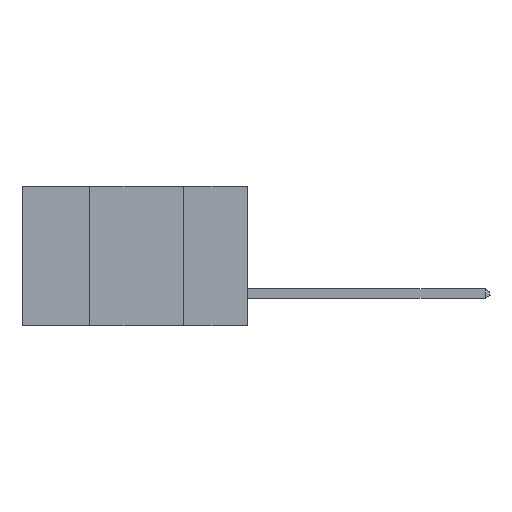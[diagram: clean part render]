
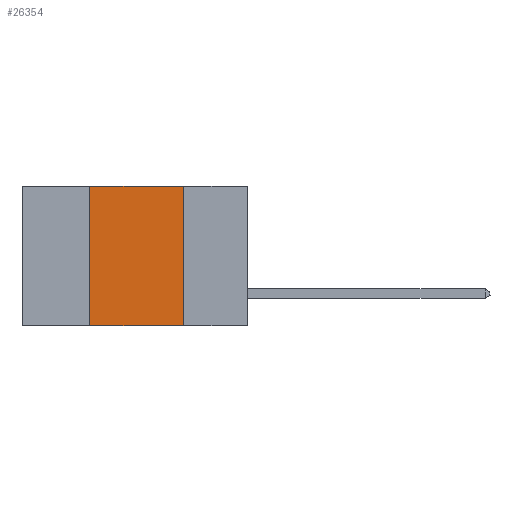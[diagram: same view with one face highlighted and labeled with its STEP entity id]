
A CAD part, left-side view. The second image highlights one B-rep face of the part: STEP entity #26354.
In plain terms, the highlighted planar face has unit normal (-1, 0, 0).
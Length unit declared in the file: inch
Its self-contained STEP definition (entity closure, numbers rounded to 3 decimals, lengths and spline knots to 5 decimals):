
#732 = EDGE_CURVE ( 'NONE', #29245, #5432, #26023, .T. ) ;
#762 = CARTESIAN_POINT ( 'NONE',  ( 0., 0.42, 0. ) ) ;
#2538 = DIRECTION ( 'NONE',  ( 1., 0., 0. ) ) ;
#3382 = EDGE_CURVE ( 'NONE', #20045, #29245, #27624, .T. ) ;
#3702 = CARTESIAN_POINT ( 'NONE',  ( 0., 0.17, 0. ) ) ;
#3707 = CARTESIAN_POINT ( 'NONE',  ( 0., 0.6, -0.37 ) ) ;
#4142 = ORIENTED_EDGE ( 'NONE', *, *, #21936, .T. ) ;
#5184 = VECTOR ( 'NONE', #15543, 39.37008 ) ;
#5432 = VERTEX_POINT ( 'NONE', #7955 ) ;
#6284 = ORIENTED_EDGE ( 'NONE', *, *, #3382, .F. ) ;
#7652 = DIRECTION ( 'NONE',  ( 0., 0., 1. ) ) ;
#7867 = CARTESIAN_POINT ( 'NONE',  ( 0., 0.6, 0. ) ) ;
#7955 = CARTESIAN_POINT ( 'NONE',  ( 0., 0.17, 0. ) ) ;
#8059 = EDGE_CURVE ( 'NONE', #5432, #26852, #14770, .T. ) ;
#8289 = DIRECTION ( 'NONE',  ( 0., -1., 0. ) ) ;
#10928 = VECTOR ( 'NONE', #8289, 39.37008 ) ;
#12849 = CARTESIAN_POINT ( 'NONE',  ( 0., 0.17, -0.37 ) ) ;
#14721 = LINE ( 'NONE', #3707, #10928 ) ;
#14770 = LINE ( 'NONE', #3702, #16645 ) ;
#15543 = DIRECTION ( 'NONE',  ( 0., -1., 0. ) ) ;
#16645 = VECTOR ( 'NONE', #25923, 39.37008 ) ;
#17083 = CARTESIAN_POINT ( 'NONE',  ( 0., 0.6, 0. ) ) ;
#18927 = VECTOR ( 'NONE', #7652, 39.37008 ) ;
#19466 = DIRECTION ( 'NONE',  ( 0., 0., -1. ) ) ;
#20045 = VERTEX_POINT ( 'NONE', #29854 ) ;
#21683 = PLANE ( 'NONE',  #31072 ) ;
#21936 = EDGE_CURVE ( 'NONE', #20045, #26852, #14721, .T. ) ;
#23934 = ORIENTED_EDGE ( 'NONE', *, *, #8059, .F. ) ;
#24304 = CARTESIAN_POINT ( 'NONE',  ( 0., 0.42, 0. ) ) ;
#25923 = DIRECTION ( 'NONE',  ( 0., 0., -1. ) ) ;
#26023 = LINE ( 'NONE', #7867, #5184 ) ;
#26325 = ORIENTED_EDGE ( 'NONE', *, *, #732, .F. ) ;
#26354 = ADVANCED_FACE ( 'NONE', ( #28536 ), #21683, .F. ) ;
#26852 = VERTEX_POINT ( 'NONE', #12849 ) ;
#27624 = LINE ( 'NONE', #762, #18927 ) ;
#28536 = FACE_OUTER_BOUND ( 'NONE', #29832, .T. ) ;
#29245 = VERTEX_POINT ( 'NONE', #24304 ) ;
#29832 = EDGE_LOOP ( 'NONE', ( #23934, #26325, #6284, #4142 ) ) ;
#29854 = CARTESIAN_POINT ( 'NONE',  ( 0., 0.42, -0.37 ) ) ;
#31072 = AXIS2_PLACEMENT_3D ( 'NONE', #17083, #2538, #19466 ) ;
